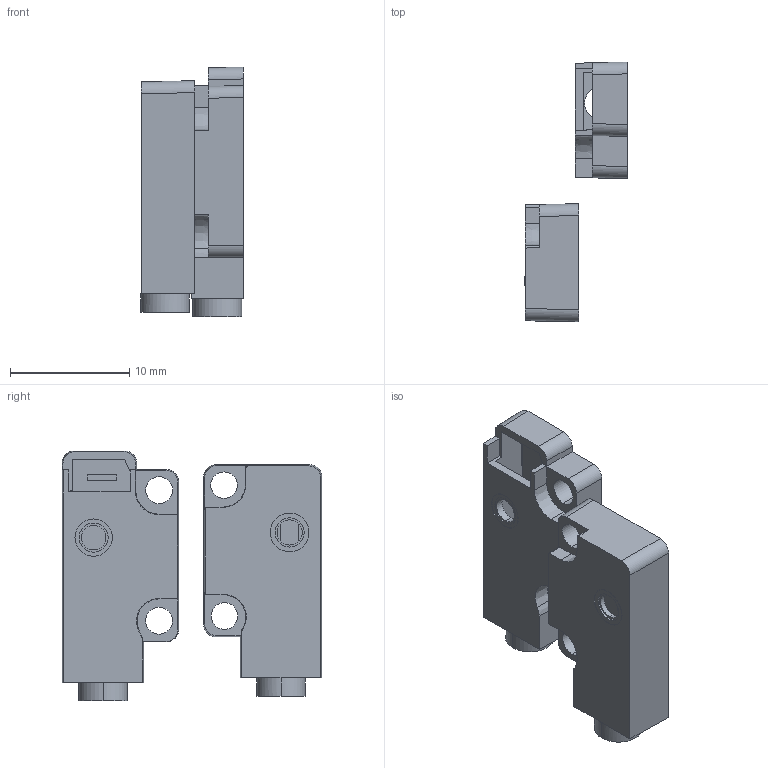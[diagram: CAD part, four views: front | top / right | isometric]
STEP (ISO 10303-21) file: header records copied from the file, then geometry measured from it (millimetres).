
FILE_DESCRIPTION((''),'2;1');
FILE_NAME('FT13-0526_ASM','2021-05-26T',('admin'),(''),'PRO/ENGINEER BY PARAMETRIC TECHNOLOGY CORPORATION, 2008380','PRO/ENGINEER BY PARAMETRIC TECHNOLOGY CORPORATION, 2008380','');
FILE_SCHEMA(('CONFIG_CONTROL_DESIGN'));
Length unit declared in the file: millimetre
Products named in the file (7): MANIFOLD_SOLID_BREP_128; MANIFOLD_SOLID_BREP_130; MANIFOLD_SOLID_BREP_131; MANIFOLD_SOLID_BREP_133; MANIFOLD_SOLID_BREP_134; ADMI1A61OVP4_ASM; FT13-0526_ASM
Assembly tree (6 placements, depth 3):
  FT13-0526_ASM
    ADMI1A61OVP4_ASM
      MANIFOLD_SOLID_BREP_128
      MANIFOLD_SOLID_BREP_130
      MANIFOLD_SOLID_BREP_131
      MANIFOLD_SOLID_BREP_133
      MANIFOLD_SOLID_BREP_134
Bounding box: 8.65 x 21.81 x 20.99 mm (x, y, z)
Volume: 703.1 mm3; surface area: 2111 mm2
Topology: 5 solids, 5 shells, 199 faces, 568 edges, 388 vertices
Faces by surface type: plane 126, cylinder 64, cone 9
Entity records: 6823 total; most frequent: CARTESIAN_POINT 1300, ORIENTED_EDGE 1136, DIRECTION 1119, EDGE_CURVE 568, VERTEX_POINT 388, VECTOR 381, LINE 381, AXIS2_PLACEMENT_3D 369
